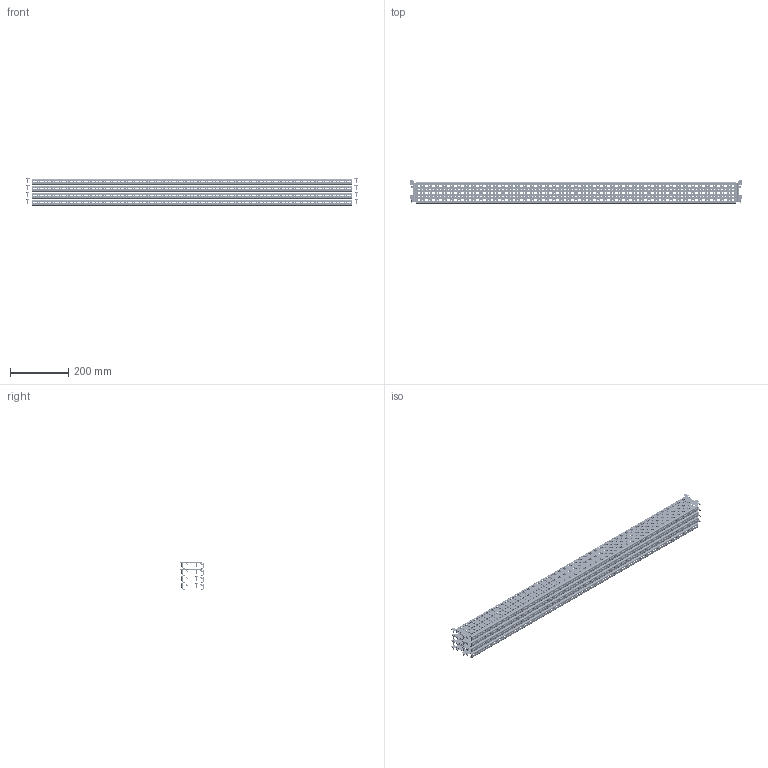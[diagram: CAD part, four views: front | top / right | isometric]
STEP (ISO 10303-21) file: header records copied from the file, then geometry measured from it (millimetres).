
FILE_DESCRIPTION (( 'STEP AP203' ), '1' );
FILE_NAME ('UR31205122373 Ïëàíêà ìîíòàæíàÿ ÍÌ 23õ73 RS52 00.120 (4øò) (000.801.633-05).STEP', '2022-04-20T05:43:30', ( '' ), ( '' ), 'SwSTEP 2.0', 'SolidWorks 2017', '' );
FILE_SCHEMA (( 'CONFIG_CONTROL_DESIGN' ));
Length unit declared in the file: millimetre
Products named in the file (3): UR31205122373 Ïëàíêà ìîíòàæíàÿ ÍÌ 23õ73 RS52 00.120 (4øò) (000.801.633-05); Âèíò DIN 7500 M TORX_Œ5å16; 025-296 Ïëàíêà ÍÌ 23õ73_05 (00.120)
Assembly tree (20 placements, depth 2):
  UR31205122373 Ïëàíêà ìîíòàæíàÿ ÍÌ 23õ73 RS52 00.120 (4øò) (000.801.633-05)
    025-296 Ïëàíêà ÍÌ 23õ73_05 (00.120)  x4
    Âèíò DIN 7500 M TORX_Œ5å16  x16
Bounding box: 1136 x 80 x 93.3 mm (x, y, z)
Volume: 640522.9 mm3; surface area: 1003952.9 mm2
Topology: 20 solids, 20 shells, 8048 faces, 23432 edges, 15440 vertices
Faces by surface type: plane 4064, cylinder 3824, cone 96, torus 64
Entity records: 66048 total; most frequent: CARTESIAN_POINT 11066, DIRECTION 11065, ORIENTED_EDGE 11038, EDGE_CURVE 5519, VECTOR 3779, LINE 3779, VERTEX_POINT 3644, AXIS2_PLACEMENT_3D 3643
